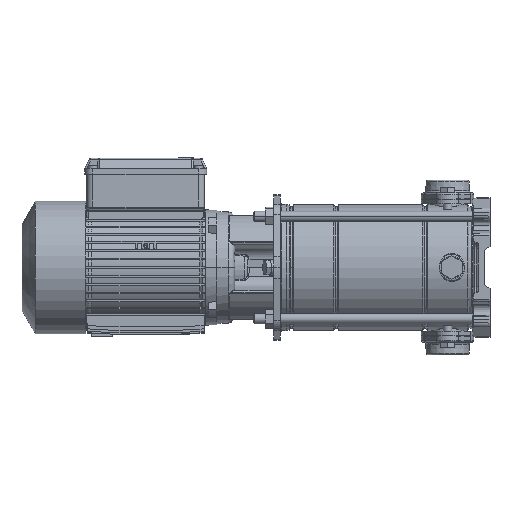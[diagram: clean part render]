
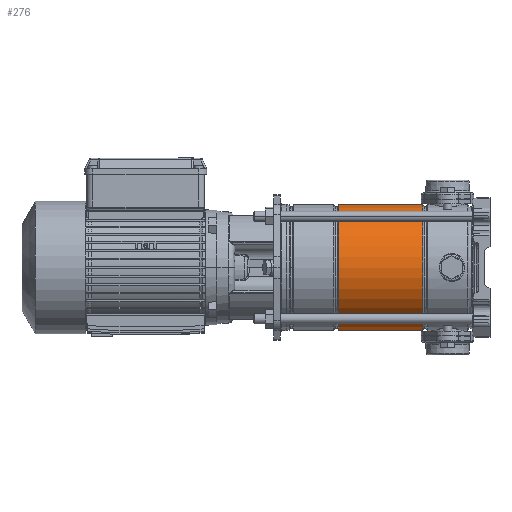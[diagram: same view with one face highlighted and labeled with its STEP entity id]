
A CAD part, left-side view. The second image highlights one B-rep face of the part: STEP entity #276.
In plain terms, the highlighted cylindrical face has radius 74.4 mm (diameter 148.8 mm), a partial arc.
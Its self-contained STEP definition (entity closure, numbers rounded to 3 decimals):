
#276 = ADVANCED_FACE ( 'NONE', ( #30907 ), #11716, .T. ) ;
#664 = DIRECTION ( 'NONE',  ( 0., 0., -1. ) ) ;
#5513 = EDGE_CURVE ( 'NONE', #7349, #28117, #37031, .T. ) ;
#7349 = VERTEX_POINT ( 'NONE', #18259 ) ;
#8521 = ORIENTED_EDGE ( 'NONE', *, *, #5513, .T. ) ;
#9247 = CARTESIAN_POINT ( 'NONE',  ( 0., 0., 67.336 ) ) ;
#10861 = ORIENTED_EDGE ( 'NONE', *, *, #24863, .T. ) ;
#11716 = CYLINDRICAL_SURFACE ( 'NONE', #54580, 74.4 ) ;
#11989 = LINE ( 'NONE', #21127, #25891 ) ;
#12380 = ORIENTED_EDGE ( 'NONE', *, *, #48380, .F. ) ;
#14514 = VERTEX_POINT ( 'NONE', #25973 ) ;
#15049 = AXIS2_PLACEMENT_3D ( 'NONE', #9247, #664, #50663 ) ;
#18259 = CARTESIAN_POINT ( 'NONE',  ( 74.4, 0., 166.664 ) ) ;
#19146 = VECTOR ( 'NONE', #33542, 1000. ) ;
#21127 = CARTESIAN_POINT ( 'NONE',  ( -74.4, 0., 0. ) ) ;
#23565 = DIRECTION ( 'NONE',  ( 0., 0., -1. ) ) ;
#24863 = EDGE_CURVE ( 'NONE', #28117, #24870, #11989, .T. ) ;
#24870 = VERTEX_POINT ( 'NONE', #58860 ) ;
#25405 = AXIS2_PLACEMENT_3D ( 'NONE', #46693, #23565, #42429 ) ;
#25891 = VECTOR ( 'NONE', #39684, 1000. ) ;
#25973 = CARTESIAN_POINT ( 'NONE',  ( 74.4, 0., 67.336 ) ) ;
#28117 = VERTEX_POINT ( 'NONE', #34621 ) ;
#29822 = EDGE_CURVE ( 'NONE', #14514, #24870, #56841, .T. ) ;
#30618 = DIRECTION ( 'NONE',  ( 0., 0., -1. ) ) ;
#30907 = FACE_OUTER_BOUND ( 'NONE', #48449, .T. ) ;
#33542 = DIRECTION ( 'NONE',  ( 0., 0., -1. ) ) ;
#33833 = CARTESIAN_POINT ( 'NONE',  ( 74.4, 0., 0. ) ) ;
#34621 = CARTESIAN_POINT ( 'NONE',  ( -74.4, 0., 166.664 ) ) ;
#37031 = CIRCLE ( 'NONE', #25405, 74.4 ) ;
#39014 = ORIENTED_EDGE ( 'NONE', *, *, #29822, .F. ) ;
#39298 = LINE ( 'NONE', #33833, #19146 ) ;
#39684 = DIRECTION ( 'NONE',  ( 0., 0., -1. ) ) ;
#42429 = DIRECTION ( 'NONE',  ( -1., 0., 0. ) ) ;
#46693 = CARTESIAN_POINT ( 'NONE',  ( 0., 0., 166.664 ) ) ;
#48380 = EDGE_CURVE ( 'NONE', #7349, #14514, #39298, .T. ) ;
#48449 = EDGE_LOOP ( 'NONE', ( #12380, #8521, #10861, #39014 ) ) ;
#49183 = DIRECTION ( 'NONE',  ( -1., 0., 0. ) ) ;
#50663 = DIRECTION ( 'NONE',  ( -1., 0., 0. ) ) ;
#54580 = AXIS2_PLACEMENT_3D ( 'NONE', #58610, #30618, #49183 ) ;
#56841 = CIRCLE ( 'NONE', #15049, 74.4 ) ;
#58610 = CARTESIAN_POINT ( 'NONE',  ( 0., 0., 0. ) ) ;
#58860 = CARTESIAN_POINT ( 'NONE',  ( -74.4, 0., 67.336 ) ) ;
